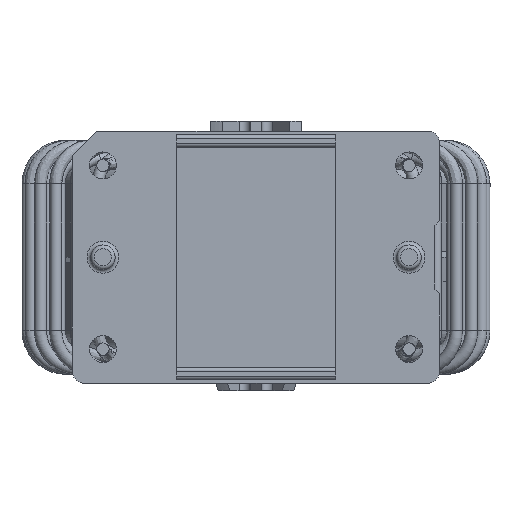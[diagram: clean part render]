
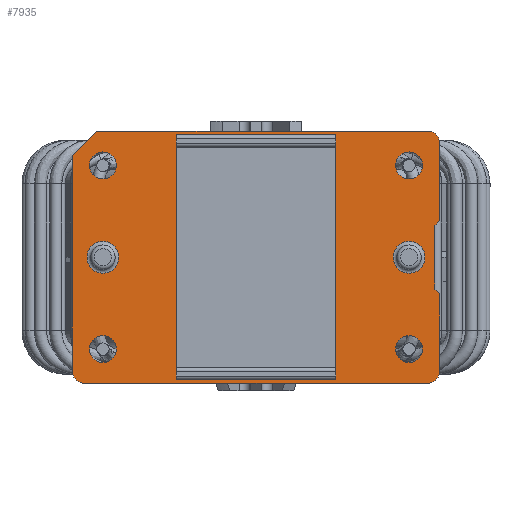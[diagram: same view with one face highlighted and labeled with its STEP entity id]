
A CAD part, front view. The second image highlights one B-rep face of the part: STEP entity #7935.
In plain terms, the highlighted planar face has unit normal (0, -1, 0).
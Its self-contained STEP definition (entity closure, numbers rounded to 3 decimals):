
#550=CIRCLE('',#11064,1.);
#551=CIRCLE('',#11065,1.);
#552=CIRCLE('',#11066,1.);
#553=CIRCLE('',#11067,1.1);
#554=CIRCLE('',#11068,1.1);
#555=CIRCLE('',#11069,1.1);
#556=CIRCLE('',#11070,1.1);
#557=CIRCLE('',#11071,1.3);
#558=CIRCLE('',#11072,1.3);
#1118=ORIENTED_EDGE('',*,*,#3158,.F.);
#1119=ORIENTED_EDGE('',*,*,#3159,.T.);
#1120=ORIENTED_EDGE('',*,*,#3160,.F.);
#1121=ORIENTED_EDGE('',*,*,#3161,.T.);
#1122=ORIENTED_EDGE('',*,*,#3162,.F.);
#1123=ORIENTED_EDGE('',*,*,#3163,.T.);
#1124=ORIENTED_EDGE('',*,*,#3164,.F.);
#1125=ORIENTED_EDGE('',*,*,#3165,.T.);
#1126=ORIENTED_EDGE('',*,*,#3166,.T.);
#1127=ORIENTED_EDGE('',*,*,#3167,.T.);
#1128=ORIENTED_EDGE('',*,*,#3168,.F.);
#1129=ORIENTED_EDGE('',*,*,#3169,.T.);
#1130=ORIENTED_EDGE('',*,*,#3170,.T.);
#1131=ORIENTED_EDGE('',*,*,#3171,.T.);
#1132=ORIENTED_EDGE('',*,*,#3172,.T.);
#1133=ORIENTED_EDGE('',*,*,#3173,.T.);
#1134=ORIENTED_EDGE('',*,*,#3174,.F.);
#1135=ORIENTED_EDGE('',*,*,#3175,.F.);
#1136=ORIENTED_EDGE('',*,*,#3176,.F.);
#1137=ORIENTED_EDGE('',*,*,#3177,.F.);
#1138=ORIENTED_EDGE('',*,*,#3178,.F.);
#1139=ORIENTED_EDGE('',*,*,#3179,.F.);
#3158=EDGE_CURVE('',#4178,#4179,#4980,.T.);
#3159=EDGE_CURVE('',#4178,#4180,#4981,.T.);
#3160=EDGE_CURVE('',#4181,#4180,#4982,.T.);
#3161=EDGE_CURVE('',#4181,#4182,#550,.T.);
#3162=EDGE_CURVE('',#4183,#4182,#4983,.T.);
#3163=EDGE_CURVE('',#4183,#4184,#551,.T.);
#3164=EDGE_CURVE('',#4185,#4184,#4984,.T.);
#3165=EDGE_CURVE('',#4185,#4186,#4985,.T.);
#3166=EDGE_CURVE('',#4186,#4187,#4986,.T.);
#3167=EDGE_CURVE('',#4187,#4188,#4987,.T.);
#3168=EDGE_CURVE('',#4189,#4188,#4988,.T.);
#3169=EDGE_CURVE('',#4189,#4179,#552,.T.);
#3170=EDGE_CURVE('',#4190,#4190,#553,.T.);
#3171=EDGE_CURVE('',#4191,#4191,#554,.T.);
#3172=EDGE_CURVE('',#4192,#4192,#555,.T.);
#3173=EDGE_CURVE('',#4193,#4193,#556,.T.);
#3174=EDGE_CURVE('',#4194,#4195,#4989,.T.);
#3175=EDGE_CURVE('',#4196,#4194,#4990,.T.);
#3176=EDGE_CURVE('',#4197,#4196,#4991,.T.);
#3177=EDGE_CURVE('',#4195,#4197,#4992,.T.);
#3178=EDGE_CURVE('',#4198,#4198,#557,.T.);
#3179=EDGE_CURVE('',#4199,#4199,#558,.T.);
#4178=VERTEX_POINT('',#14768);
#4179=VERTEX_POINT('',#14769);
#4180=VERTEX_POINT('',#14771);
#4181=VERTEX_POINT('',#14773);
#4182=VERTEX_POINT('',#14775);
#4183=VERTEX_POINT('',#14777);
#4184=VERTEX_POINT('',#14779);
#4185=VERTEX_POINT('',#14781);
#4186=VERTEX_POINT('',#14783);
#4187=VERTEX_POINT('',#14785);
#4188=VERTEX_POINT('',#14787);
#4189=VERTEX_POINT('',#14789);
#4190=VERTEX_POINT('',#14792);
#4191=VERTEX_POINT('',#14794);
#4192=VERTEX_POINT('',#14796);
#4193=VERTEX_POINT('',#14798);
#4194=VERTEX_POINT('',#14800);
#4195=VERTEX_POINT('',#14801);
#4196=VERTEX_POINT('',#14803);
#4197=VERTEX_POINT('',#14805);
#4198=VERTEX_POINT('',#14808);
#4199=VERTEX_POINT('',#14810);
#4980=LINE('',#14767,#5398);
#4981=LINE('',#14770,#5399);
#4982=LINE('',#14772,#5400);
#4983=LINE('',#14776,#5401);
#4984=LINE('',#14780,#5402);
#4985=LINE('',#14782,#5403);
#4986=LINE('',#14784,#5404);
#4987=LINE('',#14786,#5405);
#4988=LINE('',#14788,#5406);
#4989=LINE('',#14799,#5407);
#4990=LINE('',#14802,#5408);
#4991=LINE('',#14804,#5409);
#4992=LINE('',#14806,#5410);
#5398=VECTOR('',#12161,1000.);
#5399=VECTOR('',#12162,1000.);
#5400=VECTOR('',#12163,1000.);
#5401=VECTOR('',#12166,1000.);
#5402=VECTOR('',#12169,1000.);
#5403=VECTOR('',#12170,1000.);
#5404=VECTOR('',#12171,1000.);
#5405=VECTOR('',#12172,1000.);
#5406=VECTOR('',#12173,1000.);
#5407=VECTOR('',#12184,1000.);
#5408=VECTOR('',#12185,1000.);
#5409=VECTOR('',#12186,1000.);
#5410=VECTOR('',#12187,1000.);
#5816=EDGE_LOOP('',(#1118,#1119,#1120,#1121,#1122,#1123,#1124,#1125,#1126,
#1127,#1128,#1129));
#5817=EDGE_LOOP('',(#1130));
#5818=EDGE_LOOP('',(#1131));
#5819=EDGE_LOOP('',(#1132));
#5820=EDGE_LOOP('',(#1133));
#5821=EDGE_LOOP('',(#1134,#1135,#1136,#1137));
#5822=EDGE_LOOP('',(#1138));
#5823=EDGE_LOOP('',(#1139));
#6808=FACE_BOUND('',#5816,.T.);
#6809=FACE_BOUND('',#5817,.T.);
#6810=FACE_BOUND('',#5818,.T.);
#6811=FACE_BOUND('',#5819,.T.);
#6812=FACE_BOUND('',#5820,.T.);
#6813=FACE_BOUND('',#5821,.T.);
#6814=FACE_BOUND('',#5822,.T.);
#6815=FACE_BOUND('',#5823,.T.);
#7800=PLANE('',#11063);
#7935=ADVANCED_FACE('',(#6808,#6809,#6810,#6811,#6812,#6813,#6814,#6815),
#7800,.F.);
#11063=AXIS2_PLACEMENT_3D('',#14766,#12159,#12160);
#11064=AXIS2_PLACEMENT_3D('',#14774,#12164,#12165);
#11065=AXIS2_PLACEMENT_3D('',#14778,#12167,#12168);
#11066=AXIS2_PLACEMENT_3D('',#14790,#12174,#12175);
#11067=AXIS2_PLACEMENT_3D('',#14791,#12176,#12177);
#11068=AXIS2_PLACEMENT_3D('',#14793,#12178,#12179);
#11069=AXIS2_PLACEMENT_3D('',#14795,#12180,#12181);
#11070=AXIS2_PLACEMENT_3D('',#14797,#12182,#12183);
#11071=AXIS2_PLACEMENT_3D('',#14807,#12188,#12189);
#11072=AXIS2_PLACEMENT_3D('',#14809,#12190,#12191);
#12159=DIRECTION('',(0.,1.,0.));
#12160=DIRECTION('',(1.,0.,0.));
#12161=DIRECTION('',(1.,0.,0.));
#12162=DIRECTION('',(-0.707,0.,-0.707));
#12163=DIRECTION('',(0.,0.,1.));
#12164=DIRECTION('',(0.,-1.,0.));
#12165=DIRECTION('',(-1.,0.,0.));
#12166=DIRECTION('',(-1.,0.,0.));
#12167=DIRECTION('',(0.,-1.,0.));
#12168=DIRECTION('',(0.,0.,-1.));
#12169=DIRECTION('',(0.,0.,-1.));
#12170=DIRECTION('',(-0.707,0.,0.707));
#12171=DIRECTION('',(0.,0.,1.));
#12172=DIRECTION('',(0.707,0.,0.707));
#12173=DIRECTION('',(0.,0.,-1.));
#12174=DIRECTION('',(0.,-1.,0.));
#12175=DIRECTION('',(1.,0.,0.));
#12176=DIRECTION('',(0.,1.,0.));
#12177=DIRECTION('',(-1.,0.,0.));
#12178=DIRECTION('',(0.,1.,0.));
#12179=DIRECTION('',(-1.,0.,0.));
#12180=DIRECTION('',(0.,1.,0.));
#12181=DIRECTION('',(-1.,0.,0.));
#12182=DIRECTION('',(0.,1.,0.));
#12183=DIRECTION('',(-1.,0.,0.));
#12184=DIRECTION('',(-1.,0.,0.));
#12185=DIRECTION('',(0.,0.,1.));
#12186=DIRECTION('',(1.,0.,0.));
#12187=DIRECTION('',(0.,0.,-1.));
#12188=DIRECTION('',(0.,-1.,0.));
#12189=DIRECTION('',(1.,0.,0.));
#12190=DIRECTION('',(0.,-1.,0.));
#12191=DIRECTION('',(-1.,0.,0.));
#14766=CARTESIAN_POINT('',(0.,0.,0.));
#14767=CARTESIAN_POINT('',(-13.,0.,10.3));
#14768=CARTESIAN_POINT('',(-13.,0.,10.3));
#14769=CARTESIAN_POINT('',(14.,0.,10.3));
#14770=CARTESIAN_POINT('',(-13.,0.,10.3));
#14771=CARTESIAN_POINT('',(-15.,0.,8.3));
#14772=CARTESIAN_POINT('',(-15.,0.,-9.3));
#14773=CARTESIAN_POINT('',(-15.,0.,-9.3));
#14774=CARTESIAN_POINT('',(-14.,0.,-9.3));
#14775=CARTESIAN_POINT('',(-14.,0.,-10.3));
#14776=CARTESIAN_POINT('',(14.,0.,-10.3));
#14777=CARTESIAN_POINT('',(14.,0.,-10.3));
#14778=CARTESIAN_POINT('',(14.,0.,-9.3));
#14779=CARTESIAN_POINT('',(15.,0.,-9.3));
#14780=CARTESIAN_POINT('',(15.,0.,-3.));
#14781=CARTESIAN_POINT('',(15.,0.,-3.));
#14782=CARTESIAN_POINT('',(15.,0.,-3.));
#14783=CARTESIAN_POINT('',(14.6,0.,-2.6));
#14784=CARTESIAN_POINT('',(14.6,0.,-2.6));
#14785=CARTESIAN_POINT('',(14.6,0.,2.6));
#14786=CARTESIAN_POINT('',(14.6,0.,2.6));
#14787=CARTESIAN_POINT('',(15.,0.,3.));
#14788=CARTESIAN_POINT('',(15.,0.,9.3));
#14789=CARTESIAN_POINT('',(15.,0.,9.3));
#14790=CARTESIAN_POINT('',(14.,0.,9.3));
#14791=CARTESIAN_POINT('',(12.5,0.,-7.5));
#14792=CARTESIAN_POINT('',(11.4,0.,-7.5));
#14793=CARTESIAN_POINT('',(-12.5,0.,-7.5));
#14794=CARTESIAN_POINT('',(-13.6,0.,-7.5));
#14795=CARTESIAN_POINT('',(-12.5,0.,7.5));
#14796=CARTESIAN_POINT('',(-13.6,0.,7.5));
#14797=CARTESIAN_POINT('',(12.5,0.,7.5));
#14798=CARTESIAN_POINT('',(11.4,0.,7.5));
#14799=CARTESIAN_POINT('',(6.5,0.,10.));
#14800=CARTESIAN_POINT('',(6.5,0.,10.));
#14801=CARTESIAN_POINT('',(-6.5,0.,10.));
#14802=CARTESIAN_POINT('',(6.5,0.,-10.));
#14803=CARTESIAN_POINT('',(6.5,0.,-10.));
#14804=CARTESIAN_POINT('',(-6.5,0.,-10.));
#14805=CARTESIAN_POINT('',(-6.5,0.,-10.));
#14806=CARTESIAN_POINT('',(-6.5,0.,10.));
#14807=CARTESIAN_POINT('',(12.5,0.,0.));
#14808=CARTESIAN_POINT('',(13.8,0.,0.));
#14809=CARTESIAN_POINT('',(-12.5,0.,0.));
#14810=CARTESIAN_POINT('',(-13.8,0.,0.));
